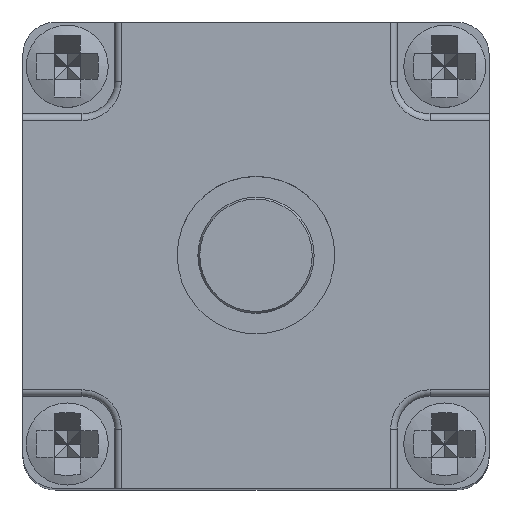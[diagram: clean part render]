
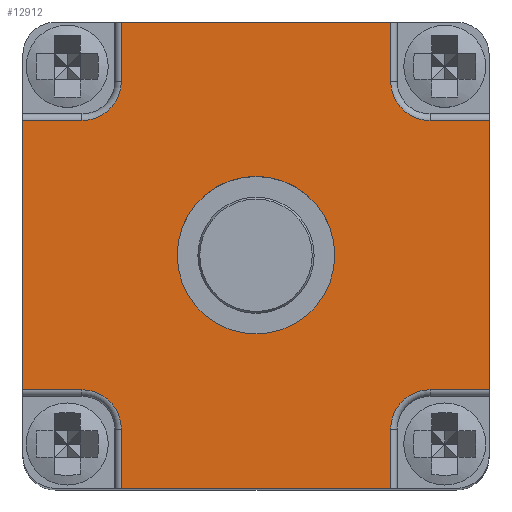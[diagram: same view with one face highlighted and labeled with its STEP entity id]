
A CAD part, top view. The second image highlights one B-rep face of the part: STEP entity #12912.
In plain terms, the highlighted planar face has unit normal (0, 0, 1).
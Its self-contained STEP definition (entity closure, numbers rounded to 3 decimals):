
#118=FACE_BOUND('',#1485,.T.);
#264=PLANE('',#13774);
#755=FACE_OUTER_BOUND('',#1484,.T.);
#1484=EDGE_LOOP('',(#9080,#9081,#9082,#9083,#9084,#9085,#9086,#9087,#9088,
#9089,#9090,#9091,#9092,#9093,#9094,#9095));
#1485=EDGE_LOOP('',(#9096,#9097));
#2304=LINE('',#19714,#3592);
#2305=LINE('',#19716,#3593);
#2306=LINE('',#19718,#3594);
#2307=LINE('',#19722,#3595);
#2308=LINE('',#19724,#3596);
#2309=LINE('',#19726,#3597);
#2310=LINE('',#19730,#3598);
#2311=LINE('',#19732,#3599);
#2312=LINE('',#19734,#3600);
#2313=LINE('',#19738,#3601);
#2314=LINE('',#19740,#3602);
#2315=LINE('',#19742,#3603);
#3592=VECTOR('',#15628,1.8);
#3593=VECTOR('',#15629,8.2);
#3594=VECTOR('',#15630,1.8);
#3595=VECTOR('',#15633,1.8);
#3596=VECTOR('',#15634,8.2);
#3597=VECTOR('',#15635,1.8);
#3598=VECTOR('',#15638,1.8);
#3599=VECTOR('',#15639,8.2);
#3600=VECTOR('',#15640,1.8);
#3601=VECTOR('',#15643,1.8);
#3602=VECTOR('',#15644,8.2);
#3603=VECTOR('',#15645,1.8);
#4809=CIRCLE('',#13772,2.4);
#4810=CIRCLE('',#13773,2.4);
#4811=CIRCLE('',#13775,1.2);
#4812=CIRCLE('',#13776,1.2);
#4813=CIRCLE('',#13777,1.2);
#4814=CIRCLE('',#13778,1.2);
#5480=VERTEX_POINT('',#19706);
#5481=VERTEX_POINT('',#19708);
#5482=VERTEX_POINT('',#19712);
#5483=VERTEX_POINT('',#19713);
#5484=VERTEX_POINT('',#19715);
#5485=VERTEX_POINT('',#19717);
#5486=VERTEX_POINT('',#19719);
#5487=VERTEX_POINT('',#19721);
#5488=VERTEX_POINT('',#19723);
#5489=VERTEX_POINT('',#19725);
#5490=VERTEX_POINT('',#19727);
#5491=VERTEX_POINT('',#19729);
#5492=VERTEX_POINT('',#19731);
#5493=VERTEX_POINT('',#19733);
#5494=VERTEX_POINT('',#19735);
#5495=VERTEX_POINT('',#19737);
#5496=VERTEX_POINT('',#19739);
#5497=VERTEX_POINT('',#19741);
#6874=EDGE_CURVE('',#5480,#5481,#4809,.T.);
#6875=EDGE_CURVE('',#5481,#5480,#4810,.T.);
#6876=EDGE_CURVE('',#5482,#5483,#2304,.T.);
#6877=EDGE_CURVE('',#5484,#5483,#2305,.T.);
#6878=EDGE_CURVE('',#5485,#5484,#2306,.T.);
#6879=EDGE_CURVE('',#5486,#5485,#4811,.T.);
#6880=EDGE_CURVE('',#5487,#5486,#2307,.T.);
#6881=EDGE_CURVE('',#5488,#5487,#2308,.T.);
#6882=EDGE_CURVE('',#5488,#5489,#2309,.T.);
#6883=EDGE_CURVE('',#5489,#5490,#4812,.T.);
#6884=EDGE_CURVE('',#5490,#5491,#2310,.T.);
#6885=EDGE_CURVE('',#5492,#5491,#2311,.T.);
#6886=EDGE_CURVE('',#5492,#5493,#2312,.T.);
#6887=EDGE_CURVE('',#5493,#5494,#4813,.T.);
#6888=EDGE_CURVE('',#5494,#5495,#2313,.T.);
#6889=EDGE_CURVE('',#5496,#5495,#2314,.T.);
#6890=EDGE_CURVE('',#5496,#5497,#2315,.T.);
#6891=EDGE_CURVE('',#5497,#5482,#4814,.T.);
#9080=ORIENTED_EDGE('',*,*,#6876,.T.);
#9081=ORIENTED_EDGE('',*,*,#6877,.F.);
#9082=ORIENTED_EDGE('',*,*,#6878,.F.);
#9083=ORIENTED_EDGE('',*,*,#6879,.F.);
#9084=ORIENTED_EDGE('',*,*,#6880,.F.);
#9085=ORIENTED_EDGE('',*,*,#6881,.F.);
#9086=ORIENTED_EDGE('',*,*,#6882,.T.);
#9087=ORIENTED_EDGE('',*,*,#6883,.T.);
#9088=ORIENTED_EDGE('',*,*,#6884,.T.);
#9089=ORIENTED_EDGE('',*,*,#6885,.F.);
#9090=ORIENTED_EDGE('',*,*,#6886,.T.);
#9091=ORIENTED_EDGE('',*,*,#6887,.T.);
#9092=ORIENTED_EDGE('',*,*,#6888,.T.);
#9093=ORIENTED_EDGE('',*,*,#6889,.F.);
#9094=ORIENTED_EDGE('',*,*,#6890,.T.);
#9095=ORIENTED_EDGE('',*,*,#6891,.T.);
#9096=ORIENTED_EDGE('',*,*,#6875,.F.);
#9097=ORIENTED_EDGE('',*,*,#6874,.F.);
#12912=ADVANCED_FACE('',(#755,#118),#264,.F.);
#13772=AXIS2_PLACEMENT_3D('',#19709,#15622,#15623);
#13773=AXIS2_PLACEMENT_3D('',#19710,#15624,#15625);
#13774=AXIS2_PLACEMENT_3D('',#19711,#15626,#15627);
#13775=AXIS2_PLACEMENT_3D('',#19720,#15631,#15632);
#13776=AXIS2_PLACEMENT_3D('',#19728,#15636,#15637);
#13777=AXIS2_PLACEMENT_3D('',#19736,#15641,#15642);
#13778=AXIS2_PLACEMENT_3D('',#19743,#15646,#15647);
#15622=DIRECTION('center_axis',(0.,0.,1.));
#15623=DIRECTION('ref_axis',(1.,0.,0.));
#15624=DIRECTION('center_axis',(0.,0.,1.));
#15625=DIRECTION('ref_axis',(1.,0.,0.));
#15626=DIRECTION('center_axis',(0.,0.,-1.));
#15627=DIRECTION('ref_axis',(0.,-1.,0.));
#15628=DIRECTION('',(0.,-1.,0.));
#15629=DIRECTION('',(-1.,0.,0.));
#15630=DIRECTION('',(0.,-1.,0.));
#15631=DIRECTION('center_axis',(0.,0.,1.));
#15632=DIRECTION('ref_axis',(0.,1.,0.));
#15633=DIRECTION('',(-1.,0.,0.));
#15634=DIRECTION('',(0.,-1.,0.));
#15635=DIRECTION('',(-1.,0.,0.));
#15636=DIRECTION('center_axis',(0.,0.,-1.));
#15637=DIRECTION('ref_axis',(0.,-1.,0.));
#15638=DIRECTION('',(0.,1.,0.));
#15639=DIRECTION('',(1.,0.,0.));
#15640=DIRECTION('',(0.,-1.,0.));
#15641=DIRECTION('center_axis',(0.,0.,-1.));
#15642=DIRECTION('ref_axis',(1.,0.,0.));
#15643=DIRECTION('',(-1.,0.,0.));
#15644=DIRECTION('',(0.,1.,0.));
#15645=DIRECTION('',(1.,0.,0.));
#15646=DIRECTION('center_axis',(0.,0.,-1.));
#15647=DIRECTION('ref_axis',(0.,1.,0.));
#19706=CARTESIAN_POINT('',(-2.4,0.,30.1));
#19708=CARTESIAN_POINT('',(2.4,0.,30.1));
#19709=CARTESIAN_POINT('Origin',(0.,0.,30.1));
#19710=CARTESIAN_POINT('Origin',(0.,0.,30.1));
#19711=CARTESIAN_POINT('Origin',(0.,0.,30.1));
#19712=CARTESIAN_POINT('',(-4.1,-5.3,30.1));
#19713=CARTESIAN_POINT('',(-4.1,-7.1,30.1));
#19714=CARTESIAN_POINT('',(-4.1,-5.3,30.1));
#19715=CARTESIAN_POINT('',(4.1,-7.1,30.1));
#19716=CARTESIAN_POINT('',(4.1,-7.1,30.1));
#19717=CARTESIAN_POINT('',(4.1,-5.3,30.1));
#19718=CARTESIAN_POINT('',(4.1,-5.3,30.1));
#19719=CARTESIAN_POINT('',(5.3,-4.1,30.1));
#19720=CARTESIAN_POINT('Origin',(5.3,-5.3,30.1));
#19721=CARTESIAN_POINT('',(7.1,-4.1,30.1));
#19722=CARTESIAN_POINT('',(7.1,-4.1,30.1));
#19723=CARTESIAN_POINT('',(7.1,4.1,30.1));
#19724=CARTESIAN_POINT('',(7.1,4.1,30.1));
#19725=CARTESIAN_POINT('',(5.3,4.1,30.1));
#19726=CARTESIAN_POINT('',(7.1,4.1,30.1));
#19727=CARTESIAN_POINT('',(4.1,5.3,30.1));
#19728=CARTESIAN_POINT('Origin',(5.3,5.3,30.1));
#19729=CARTESIAN_POINT('',(4.1,7.1,30.1));
#19730=CARTESIAN_POINT('',(4.1,5.3,30.1));
#19731=CARTESIAN_POINT('',(-4.1,7.1,30.1));
#19732=CARTESIAN_POINT('',(-4.1,7.1,30.1));
#19733=CARTESIAN_POINT('',(-4.1,5.3,30.1));
#19734=CARTESIAN_POINT('',(-4.1,7.1,30.1));
#19735=CARTESIAN_POINT('',(-5.3,4.1,30.1));
#19736=CARTESIAN_POINT('Origin',(-5.3,5.3,30.1));
#19737=CARTESIAN_POINT('',(-7.1,4.1,30.1));
#19738=CARTESIAN_POINT('',(-5.3,4.1,30.1));
#19739=CARTESIAN_POINT('',(-7.1,-4.1,30.1));
#19740=CARTESIAN_POINT('',(-7.1,-4.1,30.1));
#19741=CARTESIAN_POINT('',(-5.3,-4.1,30.1));
#19742=CARTESIAN_POINT('',(-7.1,-4.1,30.1));
#19743=CARTESIAN_POINT('Origin',(-5.3,-5.3,30.1));
